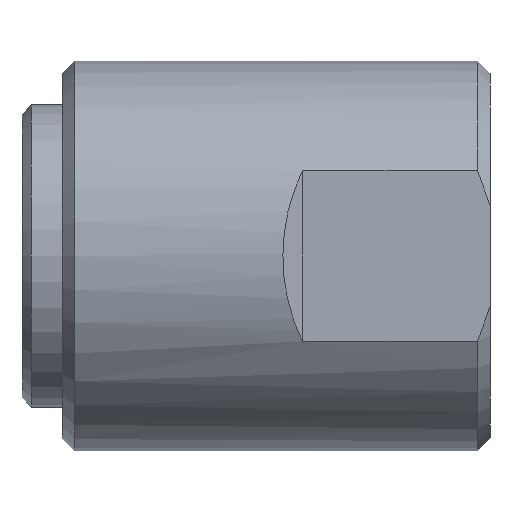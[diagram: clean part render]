
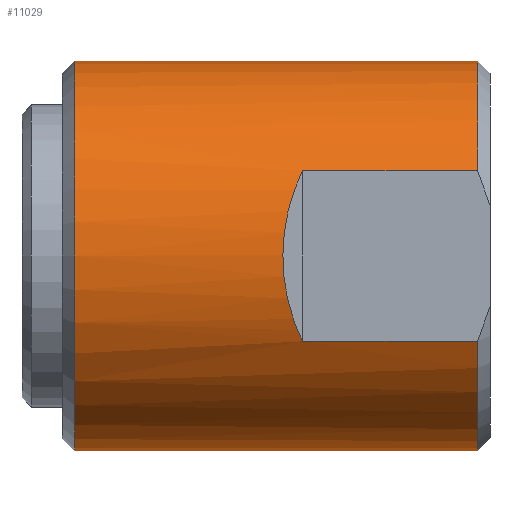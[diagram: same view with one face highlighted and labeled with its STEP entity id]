
A CAD part, front view. The second image highlights one B-rep face of the part: STEP entity #11029.
In plain terms, the highlighted cylindrical face has radius 7.925 mm (diameter 15.85 mm), a partial arc.
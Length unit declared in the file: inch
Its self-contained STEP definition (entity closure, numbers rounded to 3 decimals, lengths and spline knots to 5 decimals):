
#109 = ORIENTED_EDGE ( 'NONE', *, *, #2656, .T. ) ;
#242 = LINE ( 'NONE', #10099, #2553 ) ;
#273 = ORIENTED_EDGE ( 'NONE', *, *, #1222, .F. ) ;
#332 = DIRECTION ( 'NONE',  ( -1., 0., 0. ) ) ;
#372 = DIRECTION ( 'NONE',  ( -1., 0., 0. ) ) ;
#721 = DIRECTION ( 'NONE',  ( 0., 0., 1. ) ) ;
#748 = CARTESIAN_POINT ( 'NONE',  ( 0.573, -0.2805, -0.13662 ) ) ;
#848 = VERTEX_POINT ( 'NONE', #9103 ) ;
#980 = VERTEX_POINT ( 'NONE', #3332 ) ;
#1065 = DIRECTION ( 'NONE',  ( -1., 0., 0. ) ) ;
#1222 = EDGE_CURVE ( 'NONE', #3728, #980, #2930, .T. ) ;
#1234 = EDGE_CURVE ( 'NONE', #5708, #2041, #7807, .T. ) ;
#1347 = ORIENTED_EDGE ( 'NONE', *, *, #9077, .F. ) ;
#1404 = DIRECTION ( 'NONE',  ( 0., 0., 1. ) ) ;
#1425 = DIRECTION ( 'NONE',  ( -1., 0., 0. ) ) ;
#1496 = CARTESIAN_POINT ( 'NONE',  ( 0.25024, -0.32326, -0.04882 ) ) ;
#1670 = AXIS2_PLACEMENT_3D ( 'NONE', #2137, #11679, #9944 ) ;
#1813 = EDGE_CURVE ( 'NONE', #980, #8459, #242, .T. ) ;
#2041 = VERTEX_POINT ( 'NONE', #9620 ) ;
#2134 = AXIS2_PLACEMENT_3D ( 'NONE', #12419, #2694, #721 ) ;
#2137 = CARTESIAN_POINT ( 'NONE',  ( 0.573, 0., 0. ) ) ;
#2189 = CARTESIAN_POINT ( 'NONE',  ( 0., 0., 0. ) ) ;
#2553 = VECTOR ( 'NONE', #7872, 39.37008 ) ;
#2574 = CARTESIAN_POINT ( 'NONE',  ( 0., 0., 0.312 ) ) ;
#2656 = EDGE_CURVE ( 'NONE', #2041, #848, #8284, .T. ) ;
#2694 = DIRECTION ( 'NONE',  ( -1., 0., 0. ) ) ;
#2885 = AXIS2_PLACEMENT_3D ( 'NONE', #2189, #1425, #6489 ) ;
#2930 =( BOUNDED_CURVE ( )  B_SPLINE_CURVE ( 3, ( #11089, #11970, #1496, #7005 ),
 .UNSPECIFIED., .F., .F. ) 
 B_SPLINE_CURVE_WITH_KNOTS ( ( 4, 4 ),
 ( 5.82996, 6.73641 ),
 .UNSPECIFIED. ) 
 CURVE ( )  GEOMETRIC_REPRESENTATION_ITEM ( )  RATIONAL_B_SPLINE_CURVE ( ( 1., 0.933, 0.933, 1. ) ) 
 REPRESENTATION_ITEM ( '' )  );
#3060 = AXIS2_PLACEMENT_3D ( 'NONE', #8000, #372, #1404 ) ;
#3332 = CARTESIAN_POINT ( 'NONE',  ( 0.293, -0.2805, -0.13662 ) ) ;
#3728 = VERTEX_POINT ( 'NONE', #8533 ) ;
#3862 = EDGE_LOOP ( 'NONE', ( #8322, #7383, #5728, #273, #6234, #9985, #109, #1347 ) ) ;
#3923 = LINE ( 'NONE', #7789, #4790 ) ;
#4269 = FACE_OUTER_BOUND ( 'NONE', #3862, .T. ) ;
#4790 = VECTOR ( 'NONE', #1065, 39.37008 ) ;
#4821 = CARTESIAN_POINT ( 'NONE',  ( 0., 0., -0.312 ) ) ;
#4968 = EDGE_CURVE ( 'NONE', #5708, #3728, #3923, .T. ) ;
#5708 = VERTEX_POINT ( 'NONE', #8335 ) ;
#5728 = ORIENTED_EDGE ( 'NONE', *, *, #1813, .F. ) ;
#5778 = LINE ( 'NONE', #4821, #9681 ) ;
#6099 = CIRCLE ( 'NONE', #3060, 0.312 ) ;
#6234 = ORIENTED_EDGE ( 'NONE', *, *, #4968, .F. ) ;
#6489 = DIRECTION ( 'NONE',  ( 0., 0., 1. ) ) ;
#6670 = EDGE_CURVE ( 'NONE', #10472, #9183, #5778, .T. ) ;
#7005 = CARTESIAN_POINT ( 'NONE',  ( 0.293, -0.2805, -0.13662 ) ) ;
#7383 = ORIENTED_EDGE ( 'NONE', *, *, #8601, .T. ) ;
#7789 = CARTESIAN_POINT ( 'NONE',  ( 0., -0.2805, 0.13662 ) ) ;
#7807 = CIRCLE ( 'NONE', #2134, 0.312 ) ;
#7872 = DIRECTION ( 'NONE',  ( 1., 0., 0. ) ) ;
#8000 = CARTESIAN_POINT ( 'NONE',  ( -0.0715, 0., 0. ) ) ;
#8284 = LINE ( 'NONE', #2574, #9651 ) ;
#8322 = ORIENTED_EDGE ( 'NONE', *, *, #6670, .F. ) ;
#8335 = CARTESIAN_POINT ( 'NONE',  ( 0.573, -0.2805, 0.13662 ) ) ;
#8459 = VERTEX_POINT ( 'NONE', #748 ) ;
#8533 = CARTESIAN_POINT ( 'NONE',  ( 0.293, -0.2805, 0.13662 ) ) ;
#8601 = EDGE_CURVE ( 'NONE', #10472, #8459, #9361, .T. ) ;
#9077 = EDGE_CURVE ( 'NONE', #9183, #848, #6099, .T. ) ;
#9103 = CARTESIAN_POINT ( 'NONE',  ( -0.0715, 0., 0.312 ) ) ;
#9183 = VERTEX_POINT ( 'NONE', #9205 ) ;
#9205 = CARTESIAN_POINT ( 'NONE',  ( -0.0715, 0., -0.312 ) ) ;
#9361 = CIRCLE ( 'NONE', #1670, 0.312 ) ;
#9402 = CYLINDRICAL_SURFACE ( 'NONE', #2885, 0.312 ) ;
#9620 = CARTESIAN_POINT ( 'NONE',  ( 0.573, 0., 0.312 ) ) ;
#9632 = CARTESIAN_POINT ( 'NONE',  ( 0.573, 0., -0.312 ) ) ;
#9651 = VECTOR ( 'NONE', #332, 39.37008 ) ;
#9660 = DIRECTION ( 'NONE',  ( -1., 0., 0. ) ) ;
#9681 = VECTOR ( 'NONE', #9660, 39.37008 ) ;
#9944 = DIRECTION ( 'NONE',  ( 0., 0., 1. ) ) ;
#9985 = ORIENTED_EDGE ( 'NONE', *, *, #1234, .T. ) ;
#10099 = CARTESIAN_POINT ( 'NONE',  ( 0., -0.2805, -0.13662 ) ) ;
#10472 = VERTEX_POINT ( 'NONE', #9632 ) ;
#11029 = ADVANCED_FACE ( 'NONE', ( #4269 ), #9402, .T. ) ;
#11089 = CARTESIAN_POINT ( 'NONE',  ( 0.293, -0.2805, 0.13662 ) ) ;
#11679 = DIRECTION ( 'NONE',  ( -1., 0., 0. ) ) ;
#11970 = CARTESIAN_POINT ( 'NONE',  ( 0.25024, -0.32326, 0.04882 ) ) ;
#12419 = CARTESIAN_POINT ( 'NONE',  ( 0.573, 0., 0. ) ) ;
